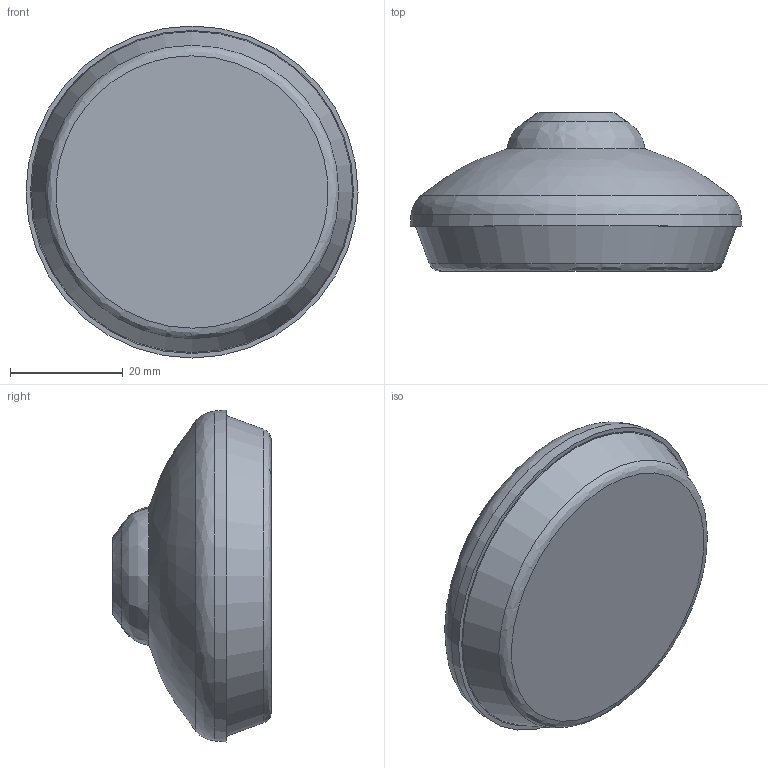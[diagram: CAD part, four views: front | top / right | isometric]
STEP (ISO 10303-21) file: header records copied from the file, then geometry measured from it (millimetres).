
FILE_DESCRIPTION (( 'STEP AP214' ), '1' );
FILE_NAME ('098de060eg.STEP', '2014-09-09T13:28:48', ( '' ), ( '' ), 'SwSTEP 2.0', 'SolidWorks 2014', '' );
FILE_SCHEMA (( 'AUTOMOTIVE_DESIGN' ));
Length unit declared in the file: inch
Products named in the file (1): 098de060eg
Bounding box: 59 x 28.2 x 59 mm (x, y, z)
Surface area: 9478 mm2 (no closed solid volume)
Topology: 0 solids, 4 shells, 19 faces, 74 edges, 58 vertices
Faces by surface type: bspline 9, cone 6, plane 3, cylinder 1
Full cylindrical faces by diameter (mm): 14.2 x1
Entity records: 1312 total; most frequent: CARTESIAN_POINT 595, ORIENTED_EDGE 72, DIRECTION 68, EDGE_CURVE 55, VERTEX_POINT 55, EDGE_LOOP 36, AXIS2_PLACEMENT_3D 34, B_SPLINE_CURVE_WITH_KNOTS 28
